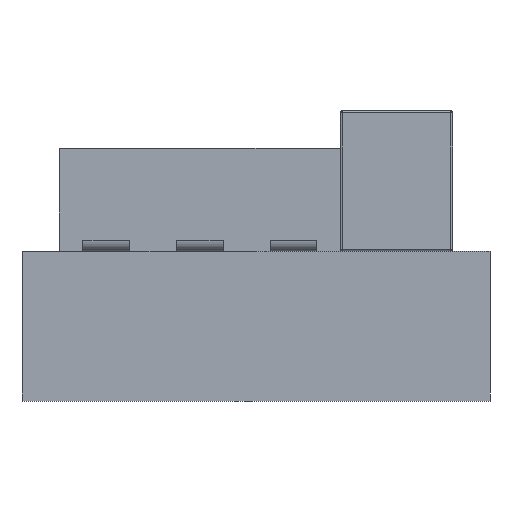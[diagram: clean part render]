
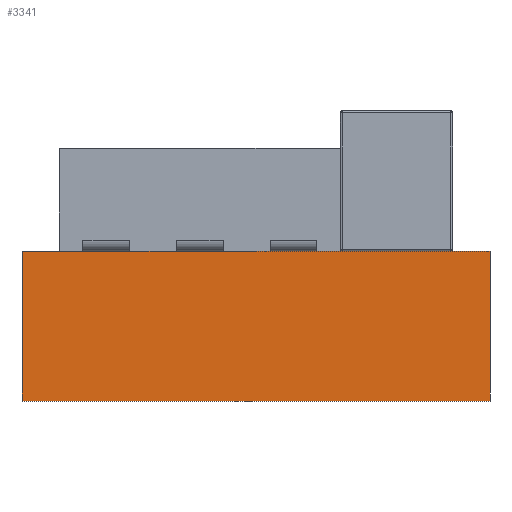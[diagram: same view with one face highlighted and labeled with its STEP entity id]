
A CAD part, left-side view. The second image highlights one B-rep face of the part: STEP entity #3341.
In plain terms, the highlighted face is planar.
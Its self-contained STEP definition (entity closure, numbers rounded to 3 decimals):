
#142=ORIENTED_EDGE('',*,*,#820,.T.);
#143=ORIENTED_EDGE('',*,*,#821,.T.);
#144=ORIENTED_EDGE('',*,*,#822,.F.);
#145=ORIENTED_EDGE('',*,*,#823,.F.);
#820=EDGE_CURVE('',#1159,#1160,#1377,.T.);
#821=EDGE_CURVE('',#1160,#1161,#1378,.T.);
#822=EDGE_CURVE('',#1162,#1161,#1379,.T.);
#823=EDGE_CURVE('',#1159,#1162,#1380,.T.);
#1159=VERTEX_POINT('',#4339);
#1160=VERTEX_POINT('',#4340);
#1161=VERTEX_POINT('',#4342);
#1162=VERTEX_POINT('',#4344);
#1377=LINE('',#4338,#1646);
#1378=LINE('',#4341,#1647);
#1379=LINE('',#4343,#1648);
#1380=LINE('',#4345,#1649);
#1646=VECTOR('',#3691,1000.);
#1647=VECTOR('',#3692,1000.);
#1648=VECTOR('',#3693,1000.);
#1649=VECTOR('',#3694,1000.);
#1915=EDGE_LOOP('',(#142,#143,#144,#145));
#2070=FACE_BOUND('',#1915,.T.);
#2225=PLANE('',#3498);
#3341=ADVANCED_FACE('',(#2070),#2225,.F.);
#3498=AXIS2_PLACEMENT_3D('',#4337,#3689,#3690);
#3689=DIRECTION('',(-1.,0.,0.));
#3690=DIRECTION('',(0.,-1.,0.));
#3691=DIRECTION('',(0.,0.,-1.));
#3692=DIRECTION('',(0.,1.,0.));
#3693=DIRECTION('',(0.,0.,-1.));
#3694=DIRECTION('',(0.,1.,0.));
#4337=CARTESIAN_POINT('',(1.6,-1.25,0.8));
#4338=CARTESIAN_POINT('',(1.6,-1.25,0.8));
#4339=CARTESIAN_POINT('',(1.6,-1.25,0.8));
#4340=CARTESIAN_POINT('',(1.6,-1.25,0.001));
#4341=CARTESIAN_POINT('',(1.6,-1.25,0.));
#4342=CARTESIAN_POINT('',(1.6,1.25,0.001));
#4343=CARTESIAN_POINT('',(1.6,1.25,0.8));
#4344=CARTESIAN_POINT('',(1.6,1.25,0.8));
#4345=CARTESIAN_POINT('',(1.6,-1.25,0.8));
